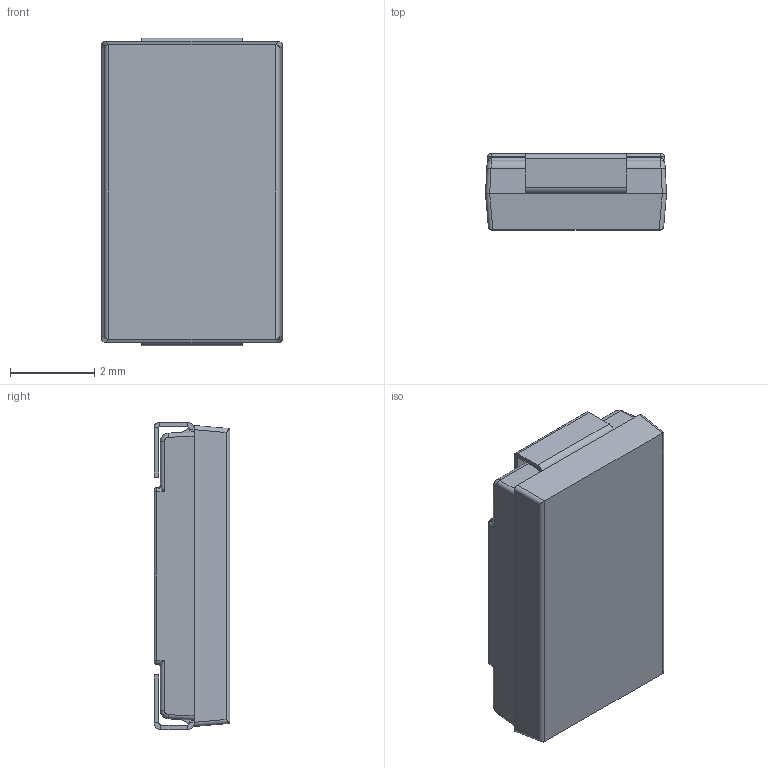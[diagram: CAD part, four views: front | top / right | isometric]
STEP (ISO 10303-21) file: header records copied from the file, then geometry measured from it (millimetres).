
FILE_DESCRIPTION (( 'STEP AP214' ), '1' );
FILE_NAME ('D2E.STEP', '2019-08-06T02:35:44', ( '全社標準PC（ver1803）' ), ( 'パナソニック株式会社' ), 'SwSTEP 2.0', 'SolidWorks 2019', '' );
FILE_SCHEMA (( 'AUTOMOTIVE_DESIGN' ));
Length unit declared in the file: millimetre
Products named in the file (1): D2E
Bounding box: 4.3 x 1.8 x 7.3 mm (x, y, z)
Volume: 52.4 mm3; surface area: 118.9 mm2
Topology: 3 solids, 3 shells, 110 faces, 252 edges, 144 vertices
Faces by surface type: plane 60, cylinder 34, bspline 16
Entity records: 4382 total; most frequent: CARTESIAN_POINT 871, ORIENTED_EDGE 496, DIRECTION 430, EDGE_CURVE 248, LINE 160, VECTOR 160, VERTEX_POINT 144, AXIS2_PLACEMENT_3D 135
